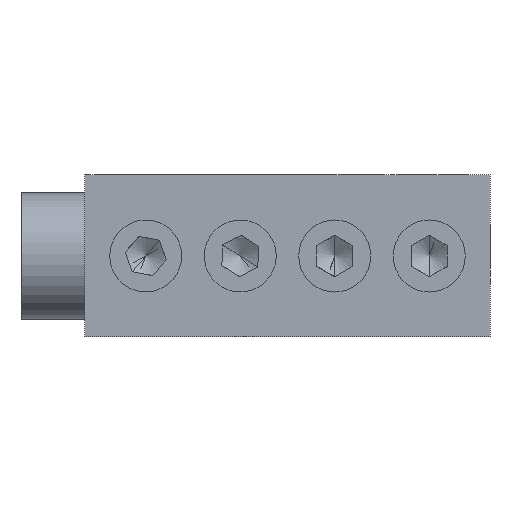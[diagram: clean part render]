
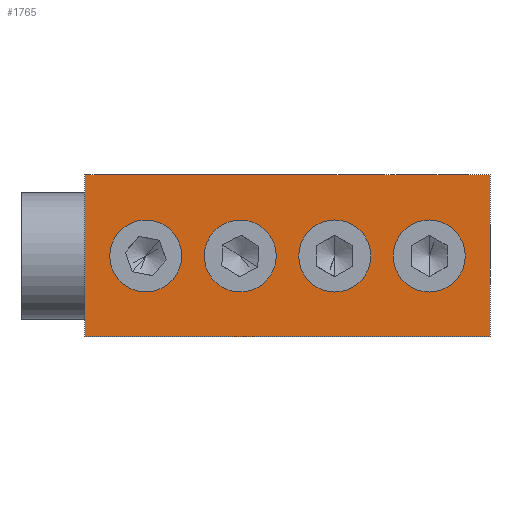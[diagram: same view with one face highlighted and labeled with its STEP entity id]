
A CAD part, front view. The second image highlights one B-rep face of the part: STEP entity #1765.
In plain terms, the highlighted planar face has unit normal (0, -1, 0).
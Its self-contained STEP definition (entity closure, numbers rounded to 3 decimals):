
#29 = ORIENTED_EDGE ( 'NONE', *, *, #875, .F. ) ;
#66 = DIRECTION ( 'NONE',  ( 0., -1., 0. ) ) ;
#85 = CARTESIAN_POINT ( 'NONE',  ( 0., -65., -9. ) ) ;
#92 = DIRECTION ( 'NONE',  ( 1., 0., 0. ) ) ;
#96 = EDGE_CURVE ( 'NONE', #2015, #387, #1443, .T. ) ;
#100 = DIRECTION ( 'NONE',  ( 0., -1., 0. ) ) ;
#184 = DIRECTION ( 'NONE',  ( 0., 0., 1. ) ) ;
#197 = CIRCLE ( 'NONE', #425, 3.4 ) ;
#200 = FACE_BOUND ( 'NONE', #2435, .T. ) ;
#225 = FACE_BOUND ( 'NONE', #1108, .T. ) ;
#236 = CARTESIAN_POINT ( 'NONE',  ( 6.75, -65., 3.4 ) ) ;
#242 = AXIS2_PLACEMENT_3D ( 'NONE', #716, #66, #456 ) ;
#285 = CARTESIAN_POINT ( 'NONE',  ( 45., -65., -9. ) ) ;
#286 = EDGE_CURVE ( 'NONE', #1228, #487, #2314, .T. ) ;
#294 = CIRCLE ( 'NONE', #1755, 3.4 ) ;
#303 = CARTESIAN_POINT ( 'NONE',  ( 27.75, -65., 0. ) ) ;
#305 = ORIENTED_EDGE ( 'NONE', *, *, #2041, .F. ) ;
#326 = EDGE_CURVE ( 'NONE', #775, #1821, #2715, .T. ) ;
#327 = DIRECTION ( 'NONE',  ( 0., 1., 0. ) ) ;
#352 = ORIENTED_EDGE ( 'NONE', *, *, #1702, .T. ) ;
#361 = EDGE_CURVE ( 'NONE', #2510, #693, #197, .T. ) ;
#387 = VERTEX_POINT ( 'NONE', #2375 ) ;
#425 = AXIS2_PLACEMENT_3D ( 'NONE', #1448, #327, #2387 ) ;
#456 = DIRECTION ( 'NONE',  ( 0., 0., 1. ) ) ;
#485 = EDGE_LOOP ( 'NONE', ( #29, #1396 ) ) ;
#487 = VERTEX_POINT ( 'NONE', #2438 ) ;
#536 = AXIS2_PLACEMENT_3D ( 'NONE', #1264, #1494, #2389 ) ;
#538 = CIRCLE ( 'NONE', #2100, 3.4 ) ;
#594 = EDGE_CURVE ( 'NONE', #487, #1228, #2408, .T. ) ;
#605 = CARTESIAN_POINT ( 'NONE',  ( 38.25, -65., -3.4 ) ) ;
#658 = VECTOR ( 'NONE', #1564, 1000. ) ;
#667 = VECTOR ( 'NONE', #687, 1000. ) ;
#687 = DIRECTION ( 'NONE',  ( 0., 0., -1. ) ) ;
#693 = VERTEX_POINT ( 'NONE', #1852 ) ;
#697 = VERTEX_POINT ( 'NONE', #736 ) ;
#716 = CARTESIAN_POINT ( 'NONE',  ( 6.75, -65., 0. ) ) ;
#736 = CARTESIAN_POINT ( 'NONE',  ( 38.25, -65., 3.4 ) ) ;
#775 = VERTEX_POINT ( 'NONE', #85 ) ;
#824 = ORIENTED_EDGE ( 'NONE', *, *, #286, .F. ) ;
#827 = CARTESIAN_POINT ( 'NONE',  ( 38.25, -65., 0. ) ) ;
#836 = AXIS2_PLACEMENT_3D ( 'NONE', #303, #100, #2774 ) ;
#850 = CARTESIAN_POINT ( 'NONE',  ( 27.75, -65., 3.4 ) ) ;
#875 = EDGE_CURVE ( 'NONE', #965, #697, #294, .T. ) ;
#898 = DIRECTION ( 'NONE',  ( 0., -1., 0. ) ) ;
#965 = VERTEX_POINT ( 'NONE', #605 ) ;
#1039 = DIRECTION ( 'NONE',  ( 0., 0., 1. ) ) ;
#1045 = ORIENTED_EDGE ( 'NONE', *, *, #1051, .F. ) ;
#1051 = EDGE_CURVE ( 'NONE', #2048, #1425, #538, .T. ) ;
#1055 = EDGE_CURVE ( 'NONE', #387, #1821, #1979, .T. ) ;
#1064 = AXIS2_PLACEMENT_3D ( 'NONE', #827, #2209, #1039 ) ;
#1101 = FACE_BOUND ( 'NONE', #485, .T. ) ;
#1108 = EDGE_LOOP ( 'NONE', ( #2109, #824 ) ) ;
#1121 = DIRECTION ( 'NONE',  ( 0., 0., 1. ) ) ;
#1212 = ORIENTED_EDGE ( 'NONE', *, *, #326, .T. ) ;
#1228 = VERTEX_POINT ( 'NONE', #236 ) ;
#1264 = CARTESIAN_POINT ( 'NONE',  ( 6.75, -65., 0. ) ) ;
#1314 = AXIS2_PLACEMENT_3D ( 'NONE', #2024, #1803, #1121 ) ;
#1315 = CIRCLE ( 'NONE', #1064, 3.4 ) ;
#1325 = LINE ( 'NONE', #2241, #667 ) ;
#1337 = DIRECTION ( 'NONE',  ( 0., 0., 1. ) ) ;
#1396 = ORIENTED_EDGE ( 'NONE', *, *, #2628, .F. ) ;
#1425 = VERTEX_POINT ( 'NONE', #850 ) ;
#1443 = LINE ( 'NONE', #2122, #2831 ) ;
#1448 = CARTESIAN_POINT ( 'NONE',  ( 17.25, -65., 0. ) ) ;
#1471 = VECTOR ( 'NONE', #2733, 1000. ) ;
#1481 = CARTESIAN_POINT ( 'NONE',  ( 17.25, -65., -3.4 ) ) ;
#1494 = DIRECTION ( 'NONE',  ( 0., -1., 0. ) ) ;
#1527 = CIRCLE ( 'NONE', #2513, 3.4 ) ;
#1537 = FACE_OUTER_BOUND ( 'NONE', #1798, .T. ) ;
#1564 = DIRECTION ( 'NONE',  ( 0., 0., -1. ) ) ;
#1603 = EDGE_LOOP ( 'NONE', ( #2667, #2897 ) ) ;
#1645 = CARTESIAN_POINT ( 'NONE',  ( 38.25, -65., 0. ) ) ;
#1669 = EDGE_CURVE ( 'NONE', #693, #2510, #1527, .T. ) ;
#1702 = EDGE_CURVE ( 'NONE', #2015, #775, #1325, .T. ) ;
#1718 = ORIENTED_EDGE ( 'NONE', *, *, #1055, .F. ) ;
#1755 = AXIS2_PLACEMENT_3D ( 'NONE', #1645, #898, #1816 ) ;
#1762 = PLANE ( 'NONE',  #1314 ) ;
#1764 = CARTESIAN_POINT ( 'NONE',  ( 0., -65., 9. ) ) ;
#1765 = ADVANCED_FACE ( 'NONE', ( #225, #1101, #200, #1537, #2888 ), #1762, .F. ) ;
#1771 = DIRECTION ( 'NONE',  ( 0., -1., 0. ) ) ;
#1798 = EDGE_LOOP ( 'NONE', ( #1212, #1718, #2726, #352 ) ) ;
#1803 = DIRECTION ( 'NONE',  ( 0., 1., 0. ) ) ;
#1816 = DIRECTION ( 'NONE',  ( 0., 0., 1. ) ) ;
#1821 = VERTEX_POINT ( 'NONE', #285 ) ;
#1852 = CARTESIAN_POINT ( 'NONE',  ( 17.25, -65., 3.4 ) ) ;
#1979 = LINE ( 'NONE', #2871, #658 ) ;
#2015 = VERTEX_POINT ( 'NONE', #1764 ) ;
#2024 = CARTESIAN_POINT ( 'NONE',  ( 0., -65., 9. ) ) ;
#2041 = EDGE_CURVE ( 'NONE', #1425, #2048, #2677, .T. ) ;
#2048 = VERTEX_POINT ( 'NONE', #2512 ) ;
#2100 = AXIS2_PLACEMENT_3D ( 'NONE', #2649, #1771, #184 ) ;
#2109 = ORIENTED_EDGE ( 'NONE', *, *, #594, .F. ) ;
#2122 = CARTESIAN_POINT ( 'NONE',  ( 0., -65., 9. ) ) ;
#2203 = DIRECTION ( 'NONE',  ( 0., 1., 0. ) ) ;
#2209 = DIRECTION ( 'NONE',  ( 0., -1., 0. ) ) ;
#2241 = CARTESIAN_POINT ( 'NONE',  ( 0., -65., 9. ) ) ;
#2314 = CIRCLE ( 'NONE', #242, 3.4 ) ;
#2375 = CARTESIAN_POINT ( 'NONE',  ( 45., -65., 9. ) ) ;
#2387 = DIRECTION ( 'NONE',  ( 0., 0., 1. ) ) ;
#2389 = DIRECTION ( 'NONE',  ( 0., 0., 1. ) ) ;
#2408 = CIRCLE ( 'NONE', #536, 3.4 ) ;
#2435 = EDGE_LOOP ( 'NONE', ( #1045, #305 ) ) ;
#2438 = CARTESIAN_POINT ( 'NONE',  ( 6.75, -65., -3.4 ) ) ;
#2510 = VERTEX_POINT ( 'NONE', #1481 ) ;
#2512 = CARTESIAN_POINT ( 'NONE',  ( 27.75, -65., -3.4 ) ) ;
#2513 = AXIS2_PLACEMENT_3D ( 'NONE', #2652, #2203, #1337 ) ;
#2628 = EDGE_CURVE ( 'NONE', #697, #965, #1315, .T. ) ;
#2649 = CARTESIAN_POINT ( 'NONE',  ( 27.75, -65., 0. ) ) ;
#2652 = CARTESIAN_POINT ( 'NONE',  ( 17.25, -65., 0. ) ) ;
#2667 = ORIENTED_EDGE ( 'NONE', *, *, #361, .T. ) ;
#2677 = CIRCLE ( 'NONE', #836, 3.4 ) ;
#2700 = CARTESIAN_POINT ( 'NONE',  ( 0., -65., -9. ) ) ;
#2715 = LINE ( 'NONE', #2700, #1471 ) ;
#2726 = ORIENTED_EDGE ( 'NONE', *, *, #96, .F. ) ;
#2733 = DIRECTION ( 'NONE',  ( 1., 0., 0. ) ) ;
#2774 = DIRECTION ( 'NONE',  ( 0., 0., 1. ) ) ;
#2831 = VECTOR ( 'NONE', #92, 1000. ) ;
#2871 = CARTESIAN_POINT ( 'NONE',  ( 45., -65., 9. ) ) ;
#2888 = FACE_BOUND ( 'NONE', #1603, .T. ) ;
#2897 = ORIENTED_EDGE ( 'NONE', *, *, #1669, .T. ) ;
